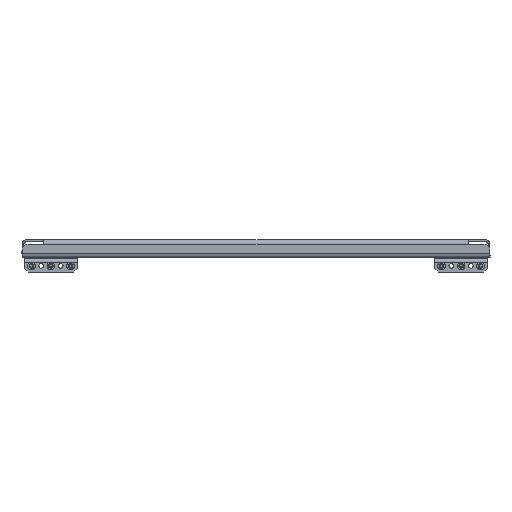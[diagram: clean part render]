
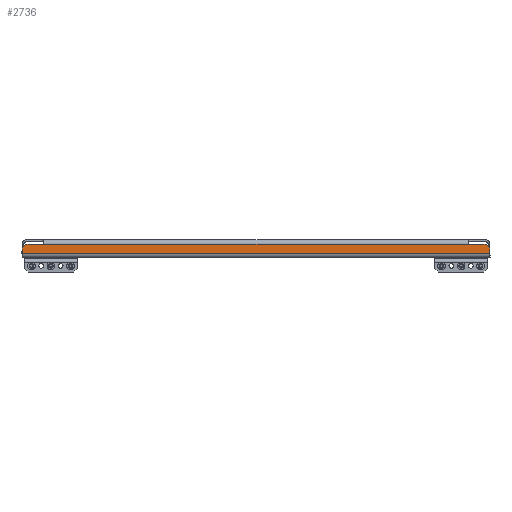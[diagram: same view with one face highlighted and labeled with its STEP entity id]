
A CAD part, left-side view. The second image highlights one B-rep face of the part: STEP entity #2736.
In plain terms, the highlighted planar face has unit normal (-1, 0, 0).
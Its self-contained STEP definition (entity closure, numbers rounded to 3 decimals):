
#185 = CARTESIAN_POINT ( 'NONE',  ( -449.5, 299.5, -8. ) ) ;
#297 = VECTOR ( 'NONE', #7740, 1000. ) ;
#393 = VERTEX_POINT ( 'NONE', #6878 ) ;
#407 = LINE ( 'NONE', #7454, #6536 ) ;
#659 = LINE ( 'NONE', #4961, #1137 ) ;
#782 = CARTESIAN_POINT ( 'NONE',  ( -449.5, -294.5, -3. ) ) ;
#1136 = VERTEX_POINT ( 'NONE', #782 ) ;
#1137 = VECTOR ( 'NONE', #3797, 1000. ) ;
#1351 = DIRECTION ( 'NONE',  ( 0., 0., -1. ) ) ;
#2004 = EDGE_CURVE ( 'NONE', #10487, #4650, #12494, .T. ) ;
#2210 = ORIENTED_EDGE ( 'NONE', *, *, #12101, .T. ) ;
#2361 = ORIENTED_EDGE ( 'NONE', *, *, #7683, .T. ) ;
#2736 = ADVANCED_FACE ( 'NONE', ( #7530 ), #9458, .F. ) ;
#3247 = LINE ( 'NONE', #12289, #6820 ) ;
#3311 = EDGE_CURVE ( 'NONE', #393, #10542, #3247, .T. ) ;
#3335 = DIRECTION ( 'NONE',  ( 1., 0., 0. ) ) ;
#3423 = AXIS2_PLACEMENT_3D ( 'NONE', #9506, #3335, #1351 ) ;
#3753 = ORIENTED_EDGE ( 'NONE', *, *, #5268, .F. ) ;
#3758 = EDGE_CURVE ( 'NONE', #393, #4650, #7077, .T. ) ;
#3797 = DIRECTION ( 'NONE',  ( 0., 0., -1. ) ) ;
#3810 = ORIENTED_EDGE ( 'NONE', *, *, #11589, .T. ) ;
#3865 = CARTESIAN_POINT ( 'NONE',  ( -449.5, -299.5, -3. ) ) ;
#4204 = LINE ( 'NONE', #7060, #10629 ) ;
#4469 = DIRECTION ( 'NONE',  ( 0., -1., 0. ) ) ;
#4547 = VERTEX_POINT ( 'NONE', #7279 ) ;
#4650 = VERTEX_POINT ( 'NONE', #9380 ) ;
#4961 = CARTESIAN_POINT ( 'NONE',  ( -449.5, 299.5, 0. ) ) ;
#5268 = EDGE_CURVE ( 'NONE', #10487, #1136, #8701, .T. ) ;
#5739 = CARTESIAN_POINT ( 'NONE',  ( -449.5, -299.5, -3. ) ) ;
#5774 = EDGE_LOOP ( 'NONE', ( #3810, #2361, #3753, #8330, #8828, #12803, #2210, #9459 ) ) ;
#6136 = CARTESIAN_POINT ( 'NONE',  ( -449.5, 299.5, -15. ) ) ;
#6536 = VECTOR ( 'NONE', #4469, 1000. ) ;
#6820 = VECTOR ( 'NONE', #9364, 1000. ) ;
#6878 = CARTESIAN_POINT ( 'NONE',  ( -449.5, 294.5, -3. ) ) ;
#7060 = CARTESIAN_POINT ( 'NONE',  ( -449.5, -299.5, 0. ) ) ;
#7077 = LINE ( 'NONE', #5739, #297 ) ;
#7102 = VECTOR ( 'NONE', #11035, 1000. ) ;
#7122 = CARTESIAN_POINT ( 'NONE',  ( -449.5, -299.5, -8. ) ) ;
#7279 = CARTESIAN_POINT ( 'NONE',  ( -449.5, -299.5, -15. ) ) ;
#7454 = CARTESIAN_POINT ( 'NONE',  ( -449.5, 299.5, -15. ) ) ;
#7530 = FACE_OUTER_BOUND ( 'NONE', #5774, .T. ) ;
#7683 = EDGE_CURVE ( 'NONE', #11946, #1136, #9144, .T. ) ;
#7740 = DIRECTION ( 'NONE',  ( 0., -1., 0. ) ) ;
#8060 = DIRECTION ( 'NONE',  ( 0., 0.707, 0.707 ) ) ;
#8330 = ORIENTED_EDGE ( 'NONE', *, *, #2004, .T. ) ;
#8344 = VECTOR ( 'NONE', #8060, 1000. ) ;
#8701 = LINE ( 'NONE', #3865, #7102 ) ;
#8828 = ORIENTED_EDGE ( 'NONE', *, *, #3758, .F. ) ;
#9144 = LINE ( 'NONE', #7122, #8344 ) ;
#9364 = DIRECTION ( 'NONE',  ( 0., 0.707, -0.707 ) ) ;
#9380 = CARTESIAN_POINT ( 'NONE',  ( -449.5, 271.5, -3. ) ) ;
#9458 = PLANE ( 'NONE',  #3423 ) ;
#9459 = ORIENTED_EDGE ( 'NONE', *, *, #9702, .T. ) ;
#9506 = CARTESIAN_POINT ( 'NONE',  ( -449.5, 0., 0. ) ) ;
#9702 = EDGE_CURVE ( 'NONE', #10449, #4547, #407, .T. ) ;
#10254 = CARTESIAN_POINT ( 'NONE',  ( -449.5, 271.5, -3. ) ) ;
#10449 = VERTEX_POINT ( 'NONE', #6136 ) ;
#10487 = VERTEX_POINT ( 'NONE', #12253 ) ;
#10542 = VERTEX_POINT ( 'NONE', #185 ) ;
#10629 = VECTOR ( 'NONE', #12185, 1000. ) ;
#11035 = DIRECTION ( 'NONE',  ( 0., -1., 0. ) ) ;
#11589 = EDGE_CURVE ( 'NONE', #4547, #11946, #4204, .T. ) ;
#11946 = VERTEX_POINT ( 'NONE', #12783 ) ;
#12101 = EDGE_CURVE ( 'NONE', #10542, #10449, #659, .T. ) ;
#12185 = DIRECTION ( 'NONE',  ( 0., 0., 1. ) ) ;
#12253 = CARTESIAN_POINT ( 'NONE',  ( -449.5, -271.5, -3. ) ) ;
#12289 = CARTESIAN_POINT ( 'NONE',  ( -449.5, 294.5, -3. ) ) ;
#12420 = DIRECTION ( 'NONE',  ( 0., 1., 0. ) ) ;
#12494 = LINE ( 'NONE', #10254, #12644 ) ;
#12644 = VECTOR ( 'NONE', #12420, 1000. ) ;
#12783 = CARTESIAN_POINT ( 'NONE',  ( -449.5, -299.5, -8. ) ) ;
#12803 = ORIENTED_EDGE ( 'NONE', *, *, #3311, .T. ) ;
